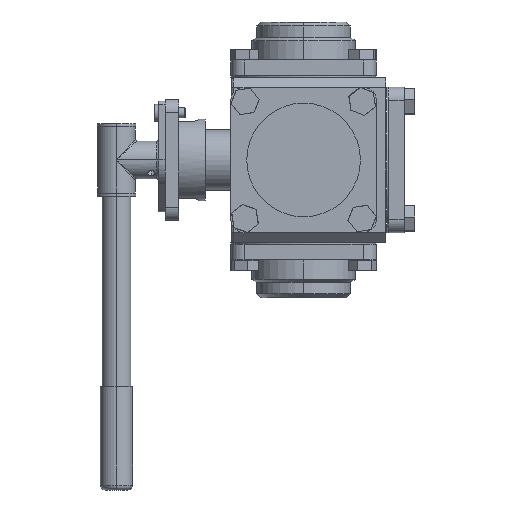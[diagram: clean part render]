
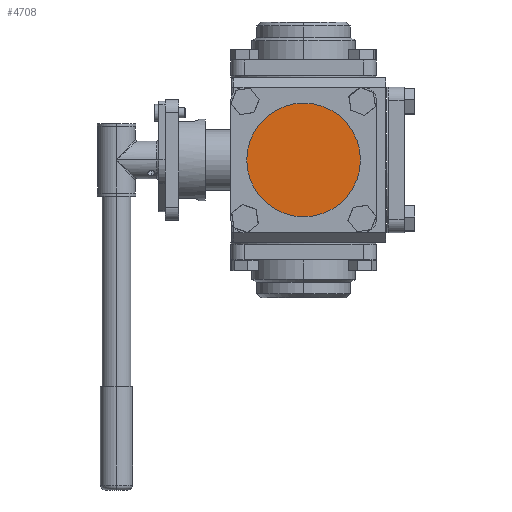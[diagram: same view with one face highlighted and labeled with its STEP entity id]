
A CAD part, left-side view. The second image highlights one B-rep face of the part: STEP entity #4708.
In plain terms, the highlighted planar face has unit normal (-1, 0, 0).
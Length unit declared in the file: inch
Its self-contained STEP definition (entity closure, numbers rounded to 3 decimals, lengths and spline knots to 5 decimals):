
#403 = CARTESIAN_POINT ( 'NONE',  ( -3.77673, -0.47777, -0.37968 ) ) ;
#4708 = ADVANCED_FACE ( 'NONE', ( #6215 ), #12610, .T. ) ;
#4980 = DIRECTION ( 'NONE',  ( -1., 0., 0. ) ) ;
#6215 = FACE_OUTER_BOUND ( 'NONE', #26429, .T. ) ;
#6637 = DIRECTION ( 'NONE',  ( -1., 0., 0. ) ) ;
#6673 = AXIS2_PLACEMENT_3D ( 'NONE', #18104, #4980, #13444 ) ;
#7842 = VERTEX_POINT ( 'NONE', #28710 ) ;
#9265 = DIRECTION ( 'NONE',  ( 0., 0., -1. ) ) ;
#10611 = CARTESIAN_POINT ( 'NONE',  ( -3.77673, -0.47777, 1.77032 ) ) ;
#10900 = ORIENTED_EDGE ( 'NONE', *, *, #26255, .T. ) ;
#12610 = PLANE ( 'NONE',  #19966 ) ;
#12836 = VERTEX_POINT ( 'NONE', #10611 ) ;
#13444 = DIRECTION ( 'NONE',  ( 0., 0., -1. ) ) ;
#14727 = EDGE_CURVE ( 'NONE', #12836, #7842, #22042, .T. ) ;
#15689 = CARTESIAN_POINT ( 'NONE',  ( -3.77673, -0.47777, -0.37968 ) ) ;
#17744 = AXIS2_PLACEMENT_3D ( 'NONE', #403, #6637, #24143 ) ;
#18104 = CARTESIAN_POINT ( 'NONE',  ( -3.77673, -0.47777, -0.37968 ) ) ;
#19966 = AXIS2_PLACEMENT_3D ( 'NONE', #15689, #27214, #9265 ) ;
#22042 = CIRCLE ( 'NONE', #6673, 2.15 ) ;
#23496 = ORIENTED_EDGE ( 'NONE', *, *, #14727, .T. ) ;
#24143 = DIRECTION ( 'NONE',  ( 0., 0., -1. ) ) ;
#24295 = CIRCLE ( 'NONE', #17744, 2.15 ) ;
#26255 = EDGE_CURVE ( 'NONE', #7842, #12836, #24295, .T. ) ;
#26429 = EDGE_LOOP ( 'NONE', ( #10900, #23496 ) ) ;
#27214 = DIRECTION ( 'NONE',  ( -1., 0., 0. ) ) ;
#28710 = CARTESIAN_POINT ( 'NONE',  ( -3.77673, -0.47777, -2.52968 ) ) ;
